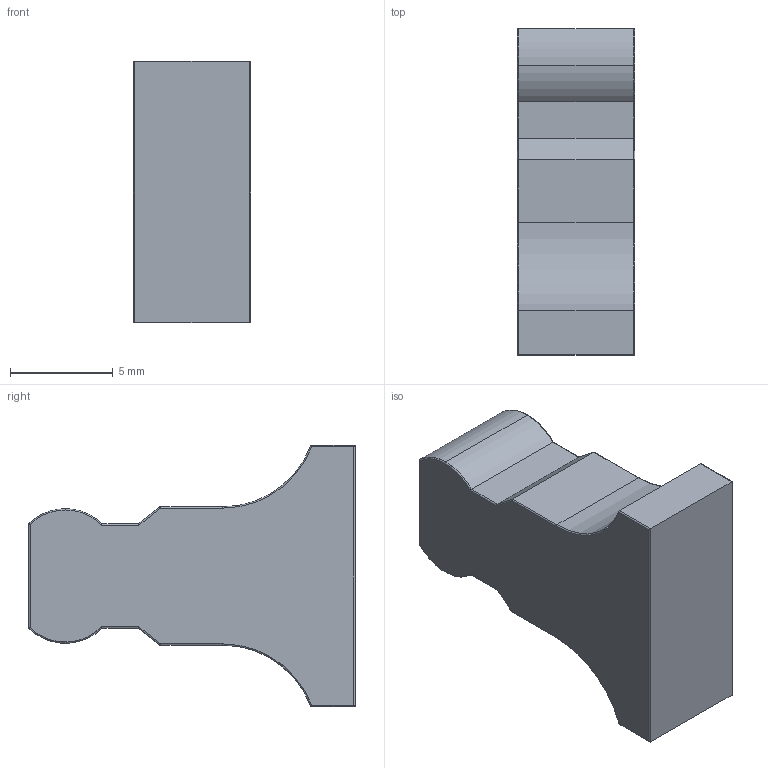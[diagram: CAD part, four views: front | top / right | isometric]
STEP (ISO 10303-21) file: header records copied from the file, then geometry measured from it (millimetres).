
FILE_DESCRIPTION (( 'STEP AP203' ), '1' );
FILE_NAME ('DSTCP-SC.STEP', '2010-10-25T20:00:01', ( 'x' ), ( 'Microsoft' ), 'SwSTEP 2.0', 'SolidWorks 2010', '' );
FILE_SCHEMA (( 'CONFIG_CONTROL_DESIGN' ));
Length unit declared in the file: inch
Products named in the file (1): DSTCP-SC
Bounding box: 5.71 x 15.88 x 12.7 mm (x, y, z)
Volume: 522.7 mm3; surface area: 711.3 mm2
Topology: 1 solids, 1 shells, 55 faces, 121 edges, 70 vertices
Faces by surface type: cylinder 29, plane 14, torus 10, cone 2
Entity records: 1746 total; most frequent: CARTESIAN_POINT 499, DIRECTION 245, ORIENTED_EDGE 242, EDGE_CURVE 121, AXIS2_PLACEMENT_3D 92, VERTEX_POINT 70, LINE 61, VECTOR 61
